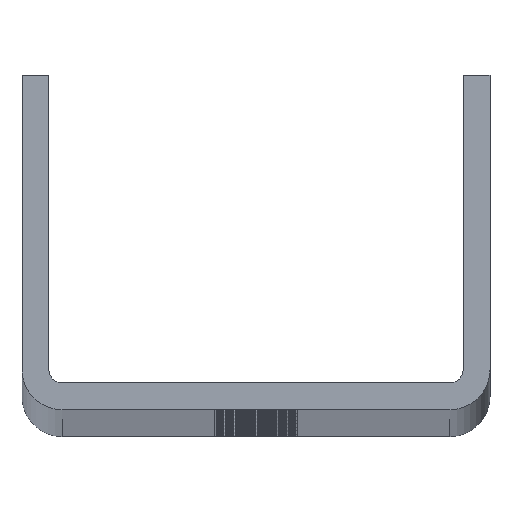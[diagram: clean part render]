
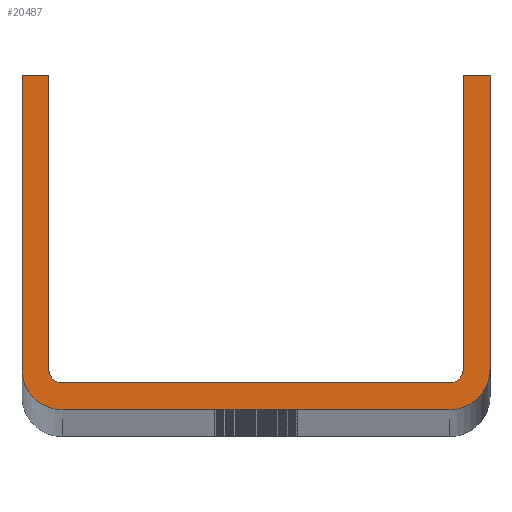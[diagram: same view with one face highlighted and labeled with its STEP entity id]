
A CAD part, top view. The second image highlights one B-rep face of the part: STEP entity #20487.
In plain terms, the highlighted planar face has unit normal (0, 0, 1).
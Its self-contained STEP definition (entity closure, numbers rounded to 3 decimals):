
#132 = VECTOR ( 'NONE', #831, 1000. ) ;
#354 = DIRECTION ( 'NONE',  ( 1., 0., 0. ) ) ;
#458 = FACE_OUTER_BOUND ( 'NONE', #6853, .T. ) ;
#552 = ORIENTED_EDGE ( 'NONE', *, *, #16551, .T. ) ;
#687 = VERTEX_POINT ( 'NONE', #20037 ) ;
#728 = CARTESIAN_POINT ( 'NONE',  ( -29., 6., 2300. ) ) ;
#831 = DIRECTION ( 'NONE',  ( 1., 0., 0. ) ) ;
#1055 = EDGE_CURVE ( 'NONE', #14142, #3724, #11597, .T. ) ;
#1240 = DIRECTION ( 'NONE',  ( 1., 0., 0. ) ) ;
#1576 = EDGE_CURVE ( 'NONE', #15565, #17002, #9807, .T. ) ;
#1651 = VECTOR ( 'NONE', #2599, 1000. ) ;
#2437 = CARTESIAN_POINT ( 'NONE',  ( 29., 6., 2300. ) ) ;
#2599 = DIRECTION ( 'NONE',  ( 0., 1., 0. ) ) ;
#2603 = DIRECTION ( 'NONE',  ( 0., 0., 1. ) ) ;
#2856 = CARTESIAN_POINT ( 'NONE',  ( -35., 50., 2300. ) ) ;
#2935 = CARTESIAN_POINT ( 'NONE',  ( -29., 4., 2300. ) ) ;
#2951 = ORIENTED_EDGE ( 'NONE', *, *, #11817, .T. ) ;
#3323 = ORIENTED_EDGE ( 'NONE', *, *, #16085, .F. ) ;
#3496 = EDGE_CURVE ( 'NONE', #4924, #8304, #5798, .T. ) ;
#3724 = VERTEX_POINT ( 'NONE', #13030 ) ;
#3948 = LINE ( 'NONE', #7797, #24300 ) ;
#4162 = EDGE_CURVE ( 'NONE', #10105, #6415, #7405, .T. ) ;
#4734 = ORIENTED_EDGE ( 'NONE', *, *, #4910, .F. ) ;
#4841 = CARTESIAN_POINT ( 'NONE',  ( 31., 6., 2300. ) ) ;
#4847 = CARTESIAN_POINT ( 'NONE',  ( -29., 4., 2300. ) ) ;
#4910 = EDGE_CURVE ( 'NONE', #11245, #687, #21887, .T. ) ;
#4924 = VERTEX_POINT ( 'NONE', #11588 ) ;
#5300 = DIRECTION ( 'NONE',  ( 1., 0., 0. ) ) ;
#5798 = CIRCLE ( 'NONE', #14931, 2. ) ;
#6135 = DIRECTION ( 'NONE',  ( 1., 0., 0. ) ) ;
#6208 = AXIS2_PLACEMENT_3D ( 'NONE', #2437, #17629, #21462 ) ;
#6415 = VERTEX_POINT ( 'NONE', #12960 ) ;
#6836 = CARTESIAN_POINT ( 'NONE',  ( 29., 6., 2300. ) ) ;
#6853 = EDGE_LOOP ( 'NONE', ( #20891, #10619, #19953, #10893, #3323, #10547, #22501, #4734, #2951, #18605, #552, #17369 ) ) ;
#6975 = CARTESIAN_POINT ( 'NONE',  ( -29., 0., 2300. ) ) ;
#7028 = AXIS2_PLACEMENT_3D ( 'NONE', #11599, #21169, #6135 ) ;
#7179 = EDGE_CURVE ( 'NONE', #3724, #10105, #12063, .T. ) ;
#7405 = LINE ( 'NONE', #15130, #13490 ) ;
#7655 = VECTOR ( 'NONE', #8137, 1000. ) ;
#7797 = CARTESIAN_POINT ( 'NONE',  ( -31., 50., 2300. ) ) ;
#8137 = DIRECTION ( 'NONE',  ( 1., 0., 0. ) ) ;
#8289 = EDGE_CURVE ( 'NONE', #24309, #10995, #21407, .T. ) ;
#8303 = AXIS2_PLACEMENT_3D ( 'NONE', #10320, #23877, #20013 ) ;
#8304 = VERTEX_POINT ( 'NONE', #4847 ) ;
#9757 = CARTESIAN_POINT ( 'NONE',  ( 35., 6., 2300. ) ) ;
#9807 = CIRCLE ( 'NONE', #7028, 6. ) ;
#10097 = CARTESIAN_POINT ( 'NONE',  ( -35., 50., 2300. ) ) ;
#10105 = VERTEX_POINT ( 'NONE', #12522 ) ;
#10219 = DIRECTION ( 'NONE',  ( 0., -1., 0. ) ) ;
#10320 = CARTESIAN_POINT ( 'NONE',  ( 29., 6., 2300. ) ) ;
#10455 = DIRECTION ( 'NONE',  ( 1., 0., 0. ) ) ;
#10547 = ORIENTED_EDGE ( 'NONE', *, *, #3496, .F. ) ;
#10619 = ORIENTED_EDGE ( 'NONE', *, *, #4162, .F. ) ;
#10620 = LINE ( 'NONE', #21812, #7655 ) ;
#10810 = CARTESIAN_POINT ( 'NONE',  ( 35., 6., 2300. ) ) ;
#10893 = ORIENTED_EDGE ( 'NONE', *, *, #1055, .F. ) ;
#10995 = VERTEX_POINT ( 'NONE', #10810 ) ;
#11245 = VERTEX_POINT ( 'NONE', #20480 ) ;
#11588 = CARTESIAN_POINT ( 'NONE',  ( -31., 6., 2300. ) ) ;
#11597 = CIRCLE ( 'NONE', #18349, 2. ) ;
#11599 = CARTESIAN_POINT ( 'NONE',  ( -29., 6., 2300. ) ) ;
#11768 = PLANE ( 'NONE',  #6208 ) ;
#11817 = EDGE_CURVE ( 'NONE', #11245, #15565, #23538, .T. ) ;
#12063 = LINE ( 'NONE', #4841, #1651 ) ;
#12522 = CARTESIAN_POINT ( 'NONE',  ( 31., 50., 2300. ) ) ;
#12960 = CARTESIAN_POINT ( 'NONE',  ( 35., 50., 2300. ) ) ;
#12984 = EDGE_CURVE ( 'NONE', #10995, #6415, #17720, .T. ) ;
#13030 = CARTESIAN_POINT ( 'NONE',  ( 31., 6., 2300. ) ) ;
#13082 = VECTOR ( 'NONE', #17355, 1000. ) ;
#13490 = VECTOR ( 'NONE', #5300, 1000. ) ;
#14043 = VECTOR ( 'NONE', #10219, 1000. ) ;
#14142 = VERTEX_POINT ( 'NONE', #21032 ) ;
#14931 = AXIS2_PLACEMENT_3D ( 'NONE', #728, #15412, #354 ) ;
#15130 = CARTESIAN_POINT ( 'NONE',  ( 31., 50., 2300. ) ) ;
#15412 = DIRECTION ( 'NONE',  ( 0., 0., 1. ) ) ;
#15511 = DIRECTION ( 'NONE',  ( 0., -1., 0. ) ) ;
#15565 = VERTEX_POINT ( 'NONE', #17199 ) ;
#15908 = EDGE_CURVE ( 'NONE', #687, #4924, #3948, .T. ) ;
#16085 = EDGE_CURVE ( 'NONE', #8304, #14142, #17870, .T. ) ;
#16551 = EDGE_CURVE ( 'NONE', #17002, #24309, #10620, .T. ) ;
#17002 = VERTEX_POINT ( 'NONE', #6975 ) ;
#17199 = CARTESIAN_POINT ( 'NONE',  ( -35., 6., 2300. ) ) ;
#17355 = DIRECTION ( 'NONE',  ( 0., 1., 0. ) ) ;
#17369 = ORIENTED_EDGE ( 'NONE', *, *, #8289, .T. ) ;
#17629 = DIRECTION ( 'NONE',  ( 0., 0., 1. ) ) ;
#17720 = LINE ( 'NONE', #9757, #13082 ) ;
#17870 = LINE ( 'NONE', #2935, #132 ) ;
#18349 = AXIS2_PLACEMENT_3D ( 'NONE', #6836, #2603, #1240 ) ;
#18605 = ORIENTED_EDGE ( 'NONE', *, *, #1576, .T. ) ;
#19953 = ORIENTED_EDGE ( 'NONE', *, *, #7179, .F. ) ;
#20013 = DIRECTION ( 'NONE',  ( 1., 0., 0. ) ) ;
#20037 = CARTESIAN_POINT ( 'NONE',  ( -31., 50., 2300. ) ) ;
#20480 = CARTESIAN_POINT ( 'NONE',  ( -35., 50., 2300. ) ) ;
#20487 = ADVANCED_FACE ( 'NONE', ( #458 ), #11768, .T. ) ;
#20891 = ORIENTED_EDGE ( 'NONE', *, *, #12984, .T. ) ;
#21032 = CARTESIAN_POINT ( 'NONE',  ( 29., 4., 2300. ) ) ;
#21169 = DIRECTION ( 'NONE',  ( 0., 0., 1. ) ) ;
#21407 = CIRCLE ( 'NONE', #8303, 6. ) ;
#21462 = DIRECTION ( 'NONE',  ( 1., 0., 0. ) ) ;
#21812 = CARTESIAN_POINT ( 'NONE',  ( -29., 0., 2300. ) ) ;
#21887 = LINE ( 'NONE', #2856, #22578 ) ;
#22501 = ORIENTED_EDGE ( 'NONE', *, *, #15908, .F. ) ;
#22578 = VECTOR ( 'NONE', #10455, 1000. ) ;
#23301 = CARTESIAN_POINT ( 'NONE',  ( 29., 0., 2300. ) ) ;
#23538 = LINE ( 'NONE', #10097, #14043 ) ;
#23877 = DIRECTION ( 'NONE',  ( 0., 0., 1. ) ) ;
#24300 = VECTOR ( 'NONE', #15511, 1000. ) ;
#24309 = VERTEX_POINT ( 'NONE', #23301 ) ;
